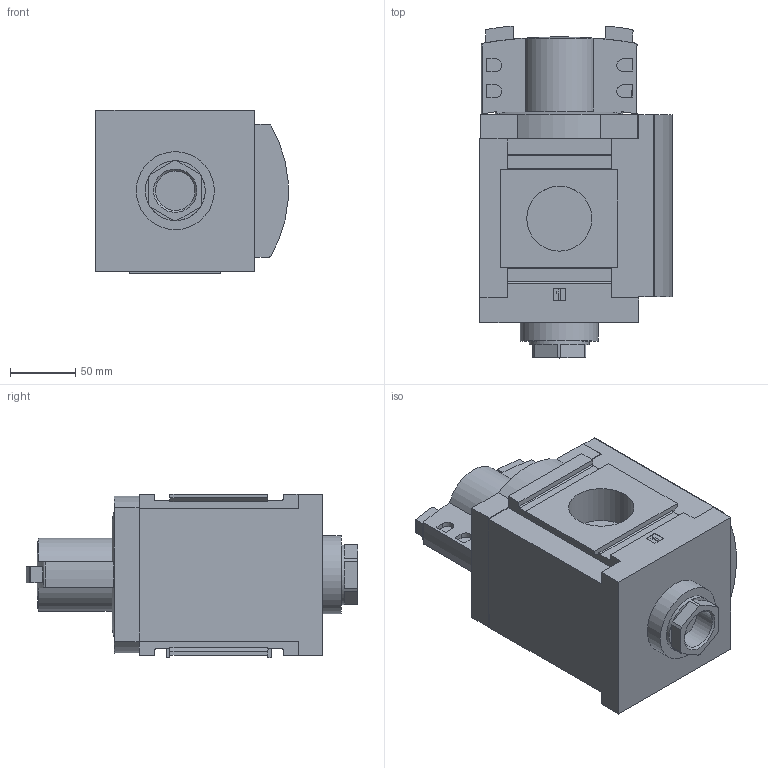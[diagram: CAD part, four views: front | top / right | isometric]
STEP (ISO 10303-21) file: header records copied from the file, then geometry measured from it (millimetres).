
FILE_DESCRIPTION(/* description */ ('STEP AP214'),/* implementation_level */ '2;1');
FILE_NAME(/* name */ '541495_MS12-EM-G',/* time_stamp */ '2024-09-06T21:17:01+02:00',/* author */ ('License CC BY-ND 4.0'),/* organization */ ('CADENAS'),/* preprocessor_version */ 'ST-DEVELOPER v19.3',/* originating_system */ 'PARTsolutions',/* authorisation */ ' ');
FILE_SCHEMA (('AUTOMOTIVE_DESIGN {1 0 10303 214 3 1 1}'));
Length unit declared in the file: millimetre
Products named in the file (2): 541495 MS12-EM-G; 535031 MS12-EM-Gt
Assembly tree (1 placements, depth 2):
  541495 MS12-EM-G
    535031 MS12-EM-Gt
Bounding box: 147.71 x 255.15 x 126 mm (x, y, z)
Volume: 2726998.1 mm3; surface area: 163523.6 mm2
Topology: 1 solids, 1 shells, 222 faces, 618 edges, 408 vertices
Faces by surface type: plane 162, cylinder 52, sphere 3, cone 3, torus 2
Full cylindrical faces by diameter (mm): 30.291 x1, 46 x1, 50 x2, 60 x1, 98.18 x1
Entity records: 8618 total; most frequent: CARTESIAN_POINT 1255, ORIENTED_EDGE 1204, DIRECTION 1195, EDGE_CURVE 602, LINE 441, VECTOR 441, VERTEX_POINT 401, AXIS2_PLACEMENT_3D 377
